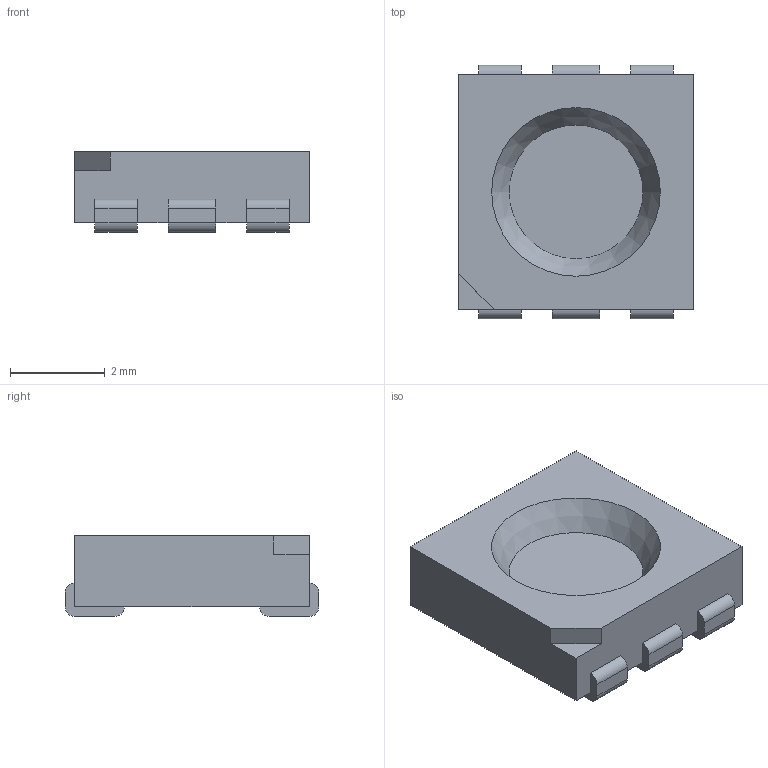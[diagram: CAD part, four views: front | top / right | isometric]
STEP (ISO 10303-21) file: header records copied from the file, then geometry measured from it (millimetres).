
FILE_DESCRIPTION(('FreeCAD Model'),'2;1');
FILE_NAME('LED_SMD_WS2812.step','2016-03-24T17:19:40',( 'Author'),(''),'Open CASCADE STEP processor 6.8','FreeCAD','Unknown' );
FILE_SCHEMA(('AUTOMOTIVE_DESIGN_CC2 { 1 2 10303 214 -1 1 5 4 }'));
Length unit declared in the file: millimetre
Products named in the file (2): ASSEMBLY; LED_SMD_WS2812
Assembly tree (1 placements, depth 2):
  ASSEMBLY
    LED_SMD_WS2812
Bounding box: 4.95 x 5.35 x 1.7 mm (x, y, z)
Volume: 33.2 mm3; surface area: 89.7 mm2
Topology: 1 solids, 1 shells, 55 faces, 153 edges, 102 vertices
Faces by surface type: plane 34, cylinder 20, cone 1
Entity records: 5658 total; most frequent: CARTESIAN_POINT 2752, DIRECTION 496, ORIENTED_EDGE 306, PCURVE 306, DEFINITIONAL_REPRESENTATION 306, LINE 291, VECTOR 291, EDGE_CURVE 153
